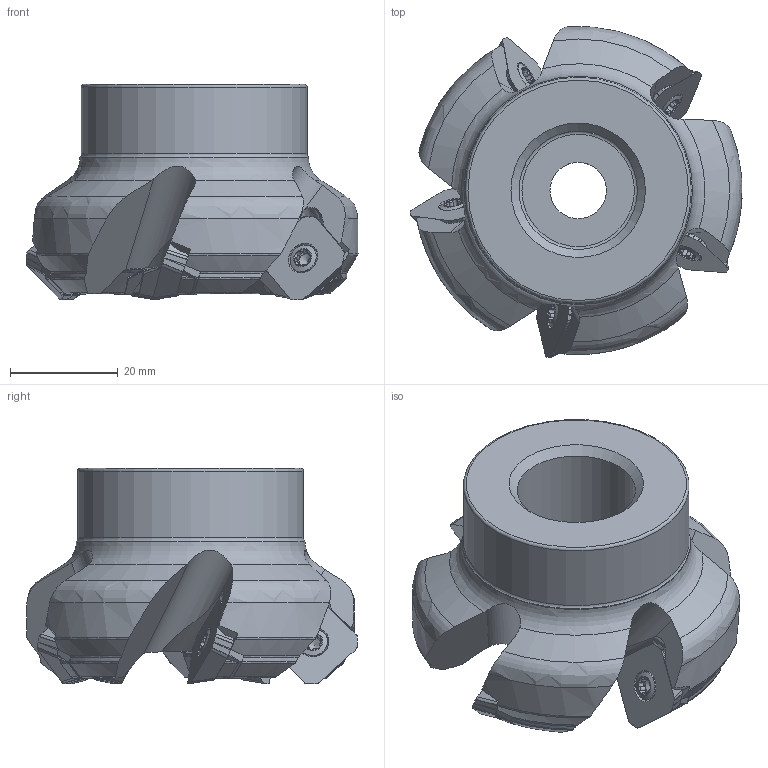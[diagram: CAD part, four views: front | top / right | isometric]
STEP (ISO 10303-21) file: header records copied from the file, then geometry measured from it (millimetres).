
FILE_DESCRIPTION(/* description */ (''),/* implementation_level */ '2;1');
FILE_NAME(/* name */ 'toolassembly_1.stp',/* time_stamp */ '2019-05-02T16:40:48+02:00',/* author */ (''),/* organization */ ('SMS'),/* preprocessor_version */ 'ST-DEVELOPER v15',/* originating_system */ 'SIEMENS PLM Software NX 8.5',/* authorisation */ '');
FILE_SCHEMA (('AUTOMOTIVE_DESIGN { 1 0 10303 214 3 1 1 1 }'));
Length unit declared in the file: millimetre
Products named in the file (4): CUT_20190502163856; NOCUT_20190502163823; ASSEMBLY_CONSTRUCTION; TOOLASSEMBLY_1
Assembly tree (7 placements, depth 2):
  TOOLASSEMBLY_1
    ASSEMBLY_CONSTRUCTION
    NOCUT_20190502163823
    CUT_20190502163856  x5
Bounding box: 61.74 x 61.53 x 40.01 mm (x, y, z)
Volume: 50167.4 mm3; surface area: 15894.1 mm2
Topology: 6 solids, 6 shells, 740 faces, 2239 edges, 1546 vertices
Faces by surface type: plane 274, extrusion 185, cone 98, cylinder 86, torus 77, sphere 20
Full cylindrical faces by diameter (mm): 3.5 x5, 4.1 x5, 5.25 x5, 10.5 x1, 17.1 x1, 22.011 x1, 22.5 x1, 42 x1, 42.5 x1
Entity records: 23380 total; most frequent: CARTESIAN_POINT 8920, ORIENTED_EDGE 3120, DIRECTION 2761, EDGE_CURVE 1560, AXIS2_PLACEMENT_3D 1101, VERTEX_POINT 1058, EDGE_LOOP 645, B_SPLINE_CURVE_WITH_KNOTS 579
